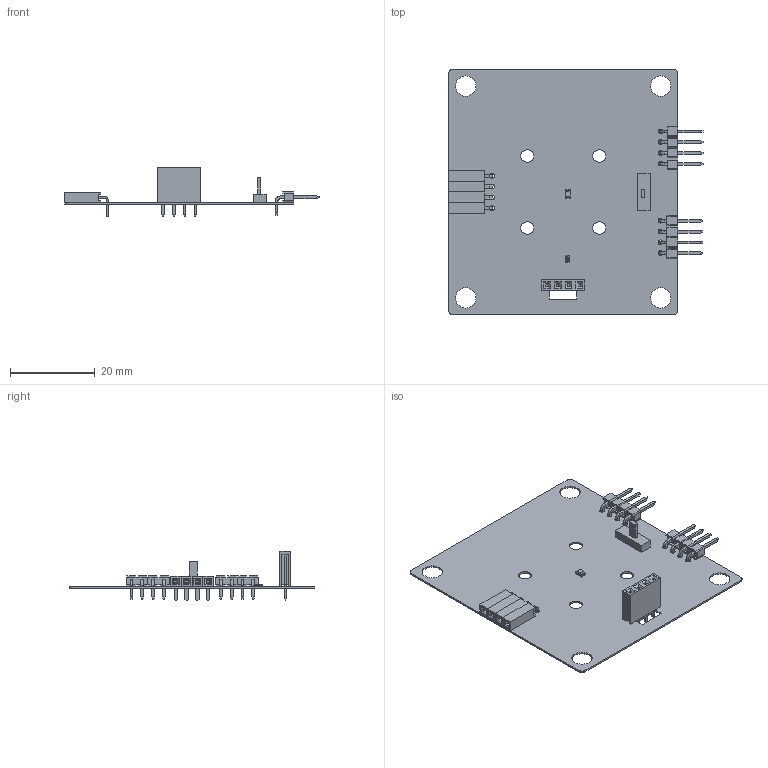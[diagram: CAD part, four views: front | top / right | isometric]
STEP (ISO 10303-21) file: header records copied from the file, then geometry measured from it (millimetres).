
FILE_DESCRIPTION(('Open CASCADE Model'),'2;1');
FILE_NAME('Open CASCADE Shape Model','2020-04-22T17:45:45',('Author'),( 'Open CASCADE'),'Open CASCADE STEP processor 6.8','Open CASCADE 6.8' ,'Unknown');
FILE_SCHEMA(('AUTOMOTIVE_DESIGN { 1 0 10303 214 1 1 1 1 }'));
Length unit declared in the file: millimetre
Products named in the file (18): PCB; Board; X5; PBS-04; X?; User_Library-PBS_(DS1024); SA2; 1621252504; Extruded; 1621252640; X1_1; pcb_connector_890-70-002-20-001101; X3_1; R1; chip_0603_r; VD1; LED_0805_-_GREEN
Assembly tree (20 placements, depth 4):
  PCB
    Board
    X5
      PBS-04
    X?
      User_Library-PBS_(DS1024)
    SA2
      1621252504
        Extruded
      1621252640
        Extruded
    X1_1
      pcb_connector_890-70-002-20-001101  x2
    X3_1
      pcb_connector_890-70-002-20-001101  x2
    R1
      chip_0603_r
    VD1
      LED_0805_-_GREEN
Bounding box: 60.04 x 58 x 11.7 mm (x, y, z)
Volume: 1759.1 mm3; surface area: 8118.2 mm2
Topology: 20 solids, 20 shells, 813 faces, 2123 edges, 1350 vertices
Faces by surface type: plane 672, cylinder 92, bspline 49
Full cylindrical faces by diameter (mm): 0.9 x2, 1.1 x16, 3 x4, 4.8 x4
Entity records: 23809 total; most frequent: CARTESIAN_POINT 6338, ORIENTED_EDGE 3222, DIRECTION 2791, EDGE_CURVE 1611, LINE 1369, VECTOR 1369, VERTEX_POINT 1038, AXIS2_PLACEMENT_3D 711
